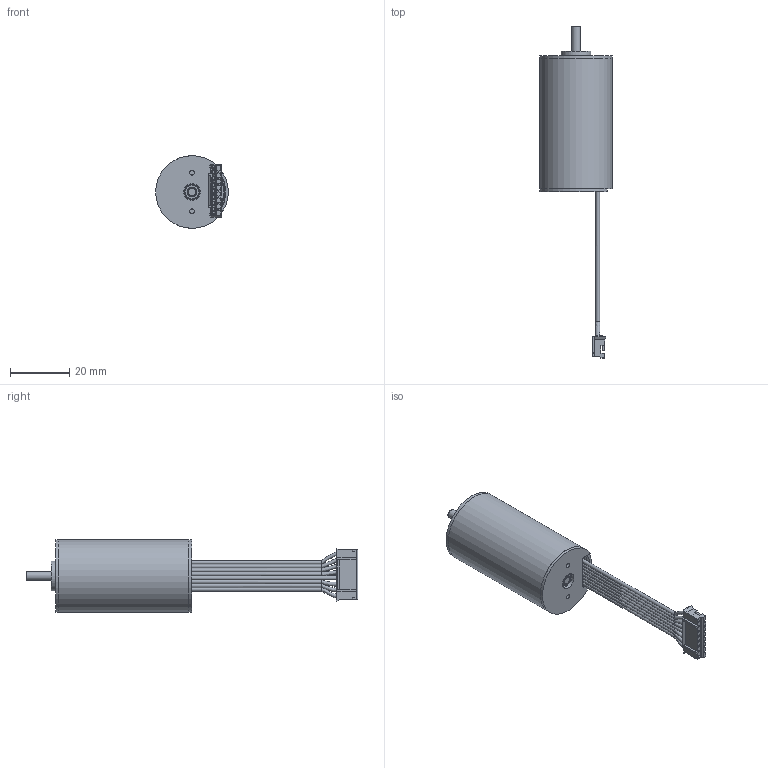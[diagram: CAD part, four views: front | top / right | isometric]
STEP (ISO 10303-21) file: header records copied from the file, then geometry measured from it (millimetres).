
FILE_DESCRIPTION (( 'STEP AP203' ), '1' );
FILE_NAME ('EC2446 3D芞.STEP', '2025-12-01T09:46:19', ( 'Windows 蚚誧' ), ( 'Organization' ), 'SwSTEP 2.0', 'SolidWorks 2020', '' );
FILE_SCHEMA (( 'CONFIG_CONTROL_DESIGN' ));
Length unit declared in the file: millimetre
Products named in the file (8): 01.14.0152 傷赽盄; 01.07.0008 儂褲; 01.05.0004 O型圈; EC2446 3Dͼ; 01.10.0015 粣; 01.01.0098 ヶ傷裔; 01.06.0002 粣創; 01.02.0350 綴傷裔
Assembly tree (8 placements, depth 2):
  EC2446 3Dͼ
    01.07.0008 儂褲
    01.01.0098 ヶ傷裔
    01.02.0350 綴傷裔
    01.06.0002 粣創  x2
    01.10.0015 粣
    01.14.0152 傷赽盄
    01.05.0004 O型圈
Bounding box: 24.5 x 112.07 x 24.5 mm (x, y, z)
Volume: 7284.9 mm3; surface area: 14440.5 mm2
Topology: 7 solids, 33 shells, 583 faces, 1849 edges, 1259 vertices
Faces by surface type: plane 387, cylinder 76, sphere 64, torus 43, bspline 8, cone 5
Full cylindrical faces by diameter (mm): 0.6 x9, 1.1 x8, 1.3 x8, 1.6 x6, 3 x3, 4.5 x4, 5.038 x2, 5.5 x1, 5.962 x2, 6 x1, 6.5 x4, 8 x5, 10 x3, 19 x1, 22 x2, 22.7 x1, 22.8 x1, 23 x2, 24.5 x2
Entity records: 19302 total; most frequent: CARTESIAN_POINT 4824, ORIENTED_EDGE 2640, DIRECTION 2629, EDGE_CURVE 1514, VECTOR 1149, LINE 1149, VERTEX_POINT 1075, AXIS2_PLACEMENT_3D 740
